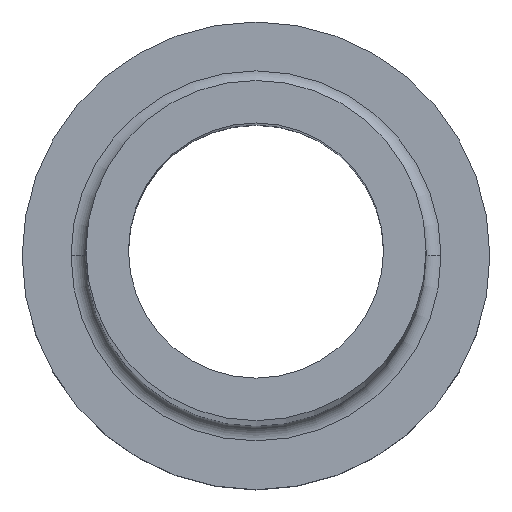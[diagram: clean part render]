
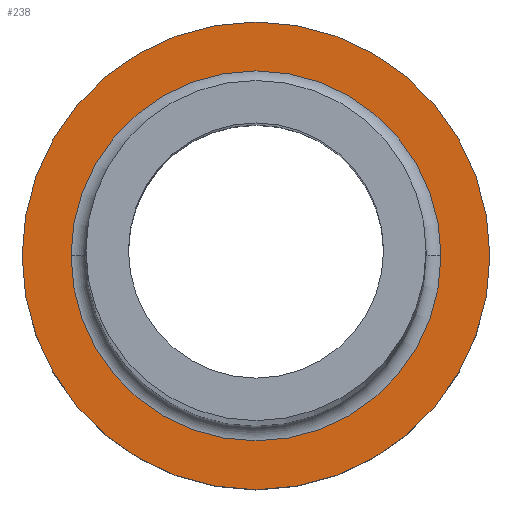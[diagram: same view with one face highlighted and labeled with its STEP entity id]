
A CAD part, top view. The second image highlights one B-rep face of the part: STEP entity #238.
In plain terms, the highlighted planar face has unit normal (0, 0, 1).
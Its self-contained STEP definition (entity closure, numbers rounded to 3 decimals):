
#24 = EDGE_CURVE ( 'NONE', #144, #366, #30, .T. ) ;
#30 = CIRCLE ( 'NONE', #189, 11. ) ;
#36 = ORIENTED_EDGE ( 'NONE', *, *, #140, .T. ) ;
#62 = ORIENTED_EDGE ( 'NONE', *, *, #383, .T. ) ;
#74 = FACE_OUTER_BOUND ( 'NONE', #125, .T. ) ;
#84 = CARTESIAN_POINT ( 'NONE',  ( 0., 0., 7. ) ) ;
#112 = CARTESIAN_POINT ( 'NONE',  ( -11., 0., 7. ) ) ;
#125 = EDGE_LOOP ( 'NONE', ( #62, #288 ) ) ;
#129 = CIRCLE ( 'NONE', #400, 8.7 ) ;
#140 = EDGE_CURVE ( 'NONE', #146, #356, #197, .T. ) ;
#144 = VERTEX_POINT ( 'NONE', #439 ) ;
#145 = PLANE ( 'NONE',  #333 ) ;
#146 = VERTEX_POINT ( 'NONE', #318 ) ;
#152 = DIRECTION ( 'NONE',  ( 1., 0., 0. ) ) ;
#157 = DIRECTION ( 'NONE',  ( 1., 0., 0. ) ) ;
#177 = DIRECTION ( 'NONE',  ( 0., 0., -1. ) ) ;
#188 = CARTESIAN_POINT ( 'NONE',  ( 0., 0., 7. ) ) ;
#189 = AXIS2_PLACEMENT_3D ( 'NONE', #188, #445, #152 ) ;
#197 = CIRCLE ( 'NONE', #255, 8.7 ) ;
#218 = DIRECTION ( 'NONE',  ( 1., 0., 0. ) ) ;
#221 = DIRECTION ( 'NONE',  ( 1., 0., 0. ) ) ;
#238 = ADVANCED_FACE ( 'NONE', ( #246, #74 ), #145, .T. ) ;
#244 = DIRECTION ( 'NONE',  ( 1., 0., 0. ) ) ;
#246 = FACE_BOUND ( 'NONE', #247, .T. ) ;
#247 = EDGE_LOOP ( 'NONE', ( #36, #350 ) ) ;
#255 = AXIS2_PLACEMENT_3D ( 'NONE', #364, #177, #244 ) ;
#256 = DIRECTION ( 'NONE',  ( 0., 0., -1. ) ) ;
#288 = ORIENTED_EDGE ( 'NONE', *, *, #24, .T. ) ;
#318 = CARTESIAN_POINT ( 'NONE',  ( 8.7, 0., 7. ) ) ;
#325 = DIRECTION ( 'NONE',  ( 0., 0., 1. ) ) ;
#333 = AXIS2_PLACEMENT_3D ( 'NONE', #407, #325, #218 ) ;
#335 = DIRECTION ( 'NONE',  ( 0., 0., 1. ) ) ;
#337 = CARTESIAN_POINT ( 'NONE',  ( -8.7, 0., 7. ) ) ;
#346 = EDGE_CURVE ( 'NONE', #356, #146, #129, .T. ) ;
#350 = ORIENTED_EDGE ( 'NONE', *, *, #346, .T. ) ;
#356 = VERTEX_POINT ( 'NONE', #337 ) ;
#364 = CARTESIAN_POINT ( 'NONE',  ( 0., 0., 7. ) ) ;
#366 = VERTEX_POINT ( 'NONE', #112 ) ;
#383 = EDGE_CURVE ( 'NONE', #366, #144, #430, .T. ) ;
#400 = AXIS2_PLACEMENT_3D ( 'NONE', #84, #256, #157 ) ;
#407 = CARTESIAN_POINT ( 'NONE',  ( 0., 0., 7. ) ) ;
#415 = CARTESIAN_POINT ( 'NONE',  ( 0., 0., 7. ) ) ;
#430 = CIRCLE ( 'NONE', #446, 11. ) ;
#439 = CARTESIAN_POINT ( 'NONE',  ( 11., 0., 7. ) ) ;
#445 = DIRECTION ( 'NONE',  ( 0., 0., 1. ) ) ;
#446 = AXIS2_PLACEMENT_3D ( 'NONE', #415, #335, #221 ) ;
